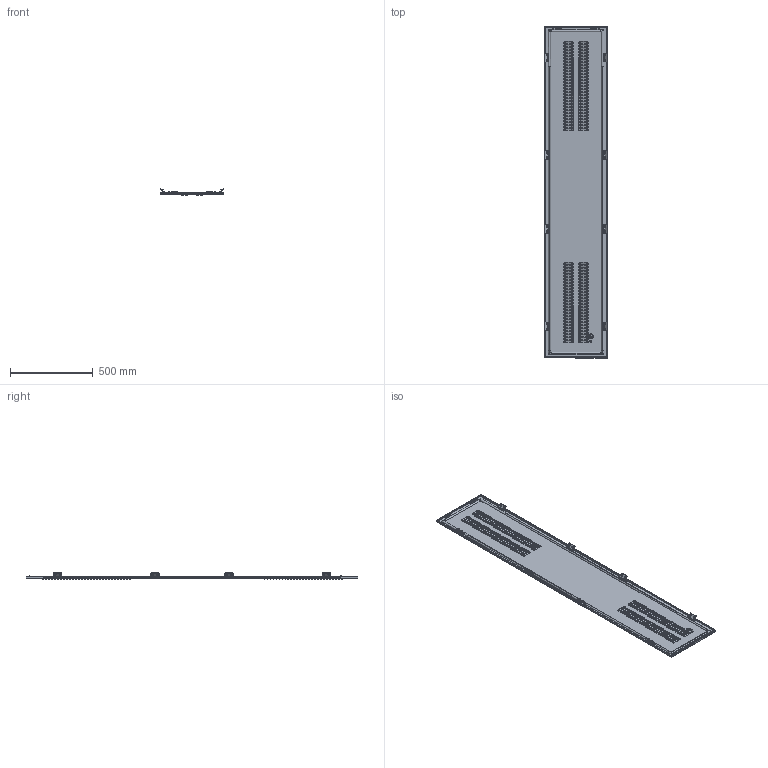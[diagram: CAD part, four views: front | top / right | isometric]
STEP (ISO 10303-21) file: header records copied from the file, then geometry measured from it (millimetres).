
FILE_DESCRIPTION (( 'STEP AP203' ), '1' );
FILE_NAME ('FO-00-PSV-200-040-31 FORMAT Ïàíåëü áîêîâàÿ 2000õ400 IP54 IEK.STEP', '2025-01-21T07:21:58', ( '' ), ( '' ), 'SwSTEP 2.0', 'SolidWorks 2022', '' );
FILE_SCHEMA (( 'CONFIG_CONTROL_DESIGN' ));
Length unit declared in the file: millimetre
Products named in the file (1): FO-00-PSV-200-040-31 FORMAT Панель боковая 2000х400 IP54 IEK
Bounding box: 381.68 x 2000 x 37.02 mm (x, y, z)
Volume: 1608486 mm3; surface area: 1765951.3 mm2
Topology: 9 solids, 9 shells, 3222 faces, 8606 edges, 5464 vertices
Faces by surface type: cylinder 1091, plane 1027, torus 920, cone 180, bspline 4
Entity records: 102977 total; most frequent: DIRECTION 19911, CARTESIAN_POINT 17750, ORIENTED_EDGE 17212, EDGE_CURVE 8606, AXIS2_PLACEMENT_3D 8137, VERTEX_POINT 5464, CIRCLE 4918, LINE 3637
